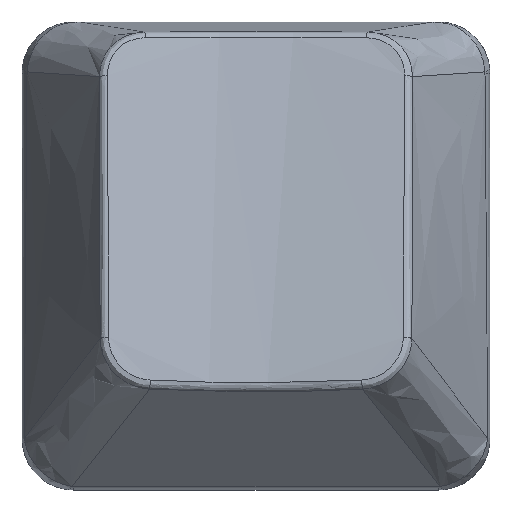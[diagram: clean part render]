
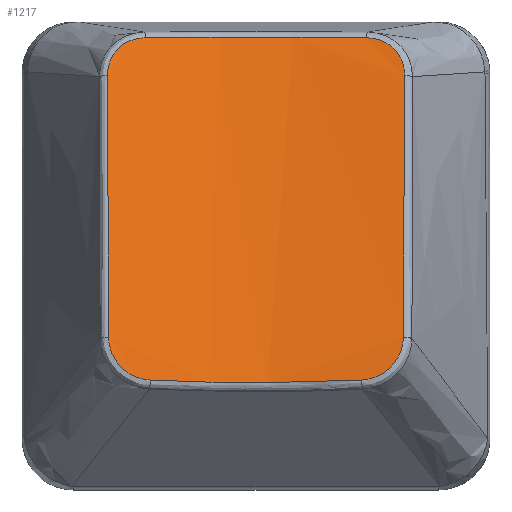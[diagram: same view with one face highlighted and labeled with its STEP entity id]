
A CAD part, top view. The second image highlights one B-rep face of the part: STEP entity #1217.
In plain terms, the highlighted free-form (B-spline) face has degree [1, 2] with [2, 3] control points.
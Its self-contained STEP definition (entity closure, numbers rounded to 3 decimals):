
#14=(
BOUNDED_SURFACE()
B_SPLINE_SURFACE(1,2,((#3176,#3177,#3178),(#3179,#3180,#3181)),
 .UNSPECIFIED.,.F.,.F.,.F.)
B_SPLINE_SURFACE_WITH_KNOTS((2,2),(3,3),(-0.352,0.069),
(-1.746,-1.396),.UNSPECIFIED.)
GEOMETRIC_REPRESENTATION_ITEM()
RATIONAL_B_SPLINE_SURFACE(((1.,0.985,1.),(1.,0.985,
1.)))
REPRESENTATION_ITEM('')
SURFACE()
);
#240=FACE_OUTER_BOUND('',#316,.T.);
#316=EDGE_LOOP('',(#1059,#1060,#1061,#1062,#1063,#1064,#1065,#1066));
#399=B_SPLINE_CURVE_WITH_KNOTS('',3,(#2859,#2860,#2861,#2862),
 .UNSPECIFIED.,.F.,.F.,(4,4),(0.,0.829),.UNSPECIFIED.);
#400=B_SPLINE_CURVE_WITH_KNOTS('',3,(#2890,#2891,#2892,#2893,#2894),
 .UNSPECIFIED.,.F.,.F.,(4,1,4),(0.,0.148,0.26),
 .UNSPECIFIED.);
#401=B_SPLINE_CURVE_WITH_KNOTS('',3,(#2917,#2918,#2919,#2920),
 .UNSPECIFIED.,.F.,.F.,(4,4),(0.,1.057),.UNSPECIFIED.);
#403=B_SPLINE_CURVE_WITH_KNOTS('',3,(#2960,#2961,#2962,#2963,#2964,#2965),
 .UNSPECIFIED.,.F.,.F.,(4,1,1,4),(0.,0.104,0.173,
0.243),.UNSPECIFIED.);
#405=B_SPLINE_CURVE_WITH_KNOTS('',3,(#2993,#2994,#2995,#2996),
 .UNSPECIFIED.,.F.,.F.,(4,4),(0.,0.868),.UNSPECIFIED.);
#407=B_SPLINE_CURVE_WITH_KNOTS('',3,(#3036,#3037,#3038,#3039,#3040,#3041),
 .UNSPECIFIED.,.F.,.F.,(4,1,1,4),(0.,0.104,0.173,
0.243),.UNSPECIFIED.);
#409=B_SPLINE_CURVE_WITH_KNOTS('',3,(#3069,#3070,#3071,#3072),
 .UNSPECIFIED.,.F.,.F.,(4,4),(0.,1.057),.UNSPECIFIED.);
#411=B_SPLINE_CURVE_WITH_KNOTS('',3,(#3103,#3104,#3105,#3106,#3107),
 .UNSPECIFIED.,.F.,.F.,(4,1,4),(0.,0.148,
0.26),.UNSPECIFIED.);
#548=VERTEX_POINT('',#2855);
#549=VERTEX_POINT('',#2857);
#550=VERTEX_POINT('',#2888);
#551=VERTEX_POINT('',#2915);
#552=VERTEX_POINT('',#2951);
#554=VERTEX_POINT('',#2986);
#556=VERTEX_POINT('',#3027);
#558=VERTEX_POINT('',#3062);
#716=EDGE_CURVE('',#549,#548,#399,.T.);
#718=EDGE_CURVE('',#548,#550,#400,.T.);
#720=EDGE_CURVE('',#550,#551,#401,.T.);
#723=EDGE_CURVE('',#551,#552,#403,.T.);
#726=EDGE_CURVE('',#552,#554,#405,.T.);
#729=EDGE_CURVE('',#554,#556,#407,.T.);
#732=EDGE_CURVE('',#556,#558,#409,.T.);
#734=EDGE_CURVE('',#558,#549,#411,.T.);
#1059=ORIENTED_EDGE('',*,*,#716,.F.);
#1060=ORIENTED_EDGE('',*,*,#734,.F.);
#1061=ORIENTED_EDGE('',*,*,#732,.F.);
#1062=ORIENTED_EDGE('',*,*,#729,.F.);
#1063=ORIENTED_EDGE('',*,*,#726,.F.);
#1064=ORIENTED_EDGE('',*,*,#723,.F.);
#1065=ORIENTED_EDGE('',*,*,#720,.F.);
#1066=ORIENTED_EDGE('',*,*,#718,.F.);
#1217=ADVANCED_FACE('',(#240),#14,.T.);
#2855=CARTESIAN_POINT('',(-4.101,-4.83,8.662));
#2857=CARTESIAN_POINT('',(4.101,-4.83,8.662));
#2859=CARTESIAN_POINT('Ctrl Pts',(4.101,-4.83,8.662));
#2860=CARTESIAN_POINT('Ctrl Pts',(1.38,-4.964,8.371));
#2861=CARTESIAN_POINT('Ctrl Pts',(-1.38,-4.964,8.371));
#2862=CARTESIAN_POINT('Ctrl Pts',(-4.101,-4.83,8.662));
#2888=CARTESIAN_POINT('',(-5.719,-3.167,8.421));
#2890=CARTESIAN_POINT('Ctrl Pts',(-4.101,-4.83,8.662));
#2891=CARTESIAN_POINT('Ctrl Pts',(-4.589,-4.806,8.714));
#2892=CARTESIAN_POINT('Ctrl Pts',(-5.428,-4.374,8.715));
#2893=CARTESIAN_POINT('Ctrl Pts',(-5.718,-3.524,8.523));
#2894=CARTESIAN_POINT('Ctrl Pts',(-5.719,-3.167,8.421));
#2915=CARTESIAN_POINT('',(-5.765,6.993,5.515));
#2917=CARTESIAN_POINT('Ctrl Pts',(-5.719,-3.167,8.421));
#2918=CARTESIAN_POINT('Ctrl Pts',(-5.73,0.219,7.451));
#2919=CARTESIAN_POINT('Ctrl Pts',(-5.743,3.606,6.482));
#2920=CARTESIAN_POINT('Ctrl Pts',(-5.765,6.993,5.515));
#2951=CARTESIAN_POINT('',(-4.289,8.46,4.874));
#2960=CARTESIAN_POINT('Ctrl Pts',(-5.765,6.993,5.515));
#2961=CARTESIAN_POINT('Ctrl Pts',(-5.767,7.326,5.42));
#2962=CARTESIAN_POINT('Ctrl Pts',(-5.595,7.88,5.231));
#2963=CARTESIAN_POINT('Ctrl Pts',(-4.968,8.366,4.992));
#2964=CARTESIAN_POINT('Ctrl Pts',(-4.516,8.457,4.904));
#2965=CARTESIAN_POINT('Ctrl Pts',(-4.289,8.46,4.874));
#2986=CARTESIAN_POINT('',(4.289,8.46,4.874));
#2993=CARTESIAN_POINT('Ctrl Pts',(-4.289,8.46,4.874));
#2994=CARTESIAN_POINT('Ctrl Pts',(-1.446,8.493,4.504));
#2995=CARTESIAN_POINT('Ctrl Pts',(1.446,8.493,4.504));
#2996=CARTESIAN_POINT('Ctrl Pts',(4.289,8.46,4.874));
#3027=CARTESIAN_POINT('',(5.765,6.993,5.515));
#3036=CARTESIAN_POINT('Ctrl Pts',(4.289,8.46,4.874));
#3037=CARTESIAN_POINT('Ctrl Pts',(4.63,8.456,4.919));
#3038=CARTESIAN_POINT('Ctrl Pts',(5.194,8.279,5.051));
#3039=CARTESIAN_POINT('Ctrl Pts',(5.68,7.657,5.31));
#3040=CARTESIAN_POINT('Ctrl Pts',(5.766,7.215,5.451));
#3041=CARTESIAN_POINT('Ctrl Pts',(5.765,6.993,5.515));
#3062=CARTESIAN_POINT('',(5.719,-3.167,8.421));
#3069=CARTESIAN_POINT('Ctrl Pts',(5.765,6.993,5.515));
#3070=CARTESIAN_POINT('Ctrl Pts',(5.743,3.606,6.482));
#3071=CARTESIAN_POINT('Ctrl Pts',(5.73,0.219,7.451));
#3072=CARTESIAN_POINT('Ctrl Pts',(5.719,-3.167,8.421));
#3103=CARTESIAN_POINT('Ctrl Pts',(5.719,-3.167,8.421));
#3104=CARTESIAN_POINT('Ctrl Pts',(5.718,-3.643,8.557));
#3105=CARTESIAN_POINT('Ctrl Pts',(5.318,-4.488,8.728));
#3106=CARTESIAN_POINT('Ctrl Pts',(4.467,-4.812,8.701));
#3107=CARTESIAN_POINT('Ctrl Pts',(4.101,-4.83,8.662));
#3176=CARTESIAN_POINT('Ctrl Pts',(-5.766,8.622,5.048));
#3177=CARTESIAN_POINT('Ctrl Pts',(0.,8.36,
4.134));
#3178=CARTESIAN_POINT('Ctrl Pts',(5.766,8.622,5.048));
#3179=CARTESIAN_POINT('Ctrl Pts',(-5.766,-4.813,8.9));
#3180=CARTESIAN_POINT('Ctrl Pts',(0.,-5.075,
7.986));
#3181=CARTESIAN_POINT('Ctrl Pts',(5.766,-4.813,8.9));
